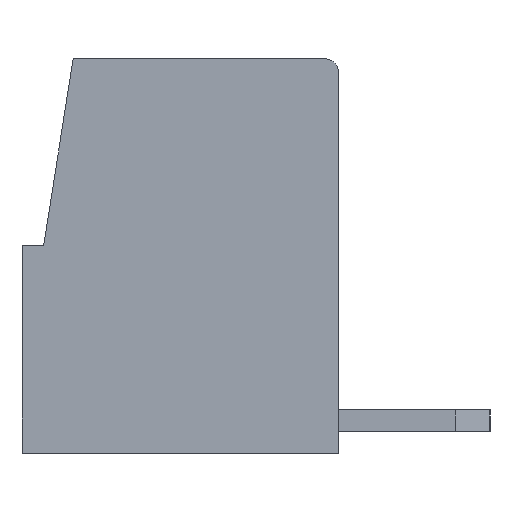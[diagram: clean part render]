
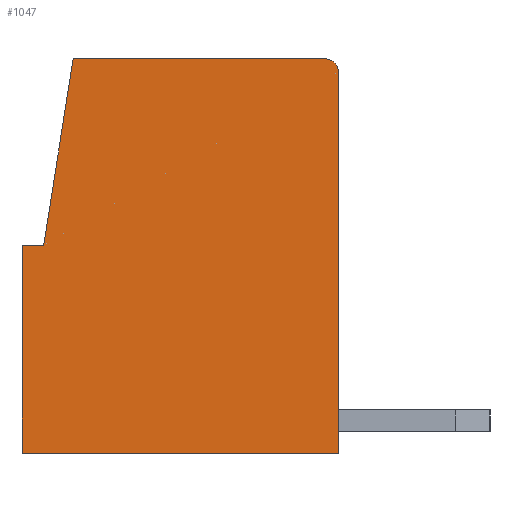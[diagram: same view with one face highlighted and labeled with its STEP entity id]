
A CAD part, left-side view. The second image highlights one B-rep face of the part: STEP entity #1047.
In plain terms, the highlighted planar face has unit normal (-1, 0, 0).
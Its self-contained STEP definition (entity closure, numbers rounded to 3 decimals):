
#1047 = ADVANCED_FACE( '', ( #2386 ), #2387, .F. );
#2386 = FACE_OUTER_BOUND( '', #4022, .T. );
#2387 = PLANE( '', #4023 );
#4022 = EDGE_LOOP( '', ( #7047, #7048, #7049, #7050, #7051, #7052, #7053 ) );
#4023 = AXIS2_PLACEMENT_3D( '', #7054, #7055, #7056 );
#7047 = ORIENTED_EDGE( '', *, *, #10439, .T. );
#7048 = ORIENTED_EDGE( '', *, *, #10785, .F. );
#7049 = ORIENTED_EDGE( '', *, *, #10786, .F. );
#7050 = ORIENTED_EDGE( '', *, *, #10787, .T. );
#7051 = ORIENTED_EDGE( '', *, *, #10352, .T. );
#7052 = ORIENTED_EDGE( '', *, *, #10479, .T. );
#7053 = ORIENTED_EDGE( '', *, *, #10788, .T. );
#7054 = CARTESIAN_POINT( '', ( -1.905, -11.88, 0. ) );
#7055 = DIRECTION( '', ( 1., 0., 0. ) );
#7056 = DIRECTION( '', ( 0., 1., 0. ) );
#10352 = EDGE_CURVE( '', #12721, #12722, #12723, .T. );
#10439 = EDGE_CURVE( '', #12860, #12858, #12861, .T. );
#10479 = EDGE_CURVE( '', #12722, #12920, #12921, .T. );
#10785 = EDGE_CURVE( '', #13362, #12858, #13363, .T. );
#10786 = EDGE_CURVE( '', #13364, #13362, #13365, .T. );
#10787 = EDGE_CURVE( '', #13364, #12721, #13366, .T. );
#10788 = EDGE_CURVE( '', #12920, #12860, #13367, .T. );
#12721 = VERTEX_POINT( '', #15987 );
#12722 = VERTEX_POINT( '', #15988 );
#12723 = LINE( '', #15989, #15990 );
#12858 = VERTEX_POINT( '', #16194 );
#12860 = VERTEX_POINT( '', #16197 );
#12861 = LINE( '', #16198, #16199 );
#12920 = VERTEX_POINT( '', #16287 );
#12921 = LINE( '', #16288, #16289 );
#13362 = VERTEX_POINT( '', #16951 );
#13363 = CIRCLE( '', #16952, 0.3 );
#13364 = VERTEX_POINT( '', #16953 );
#13365 = LINE( '', #16954, #16955 );
#13366 = LINE( '', #16956, #16957 );
#13367 = LINE( '', #16958, #16959 );
#15987 = CARTESIAN_POINT( '', ( -1.905, -0.5, 4.8 ) );
#15988 = CARTESIAN_POINT( '', ( -1.905, 0., 4.8 ) );
#15989 = CARTESIAN_POINT( '', ( -1.905, -3.5, 4.8 ) );
#15990 = VECTOR( '', #18786, 1000. );
#16194 = CARTESIAN_POINT( '', ( -1.905, -7.3, 8.8 ) );
#16197 = CARTESIAN_POINT( '', ( -1.905, -7.3, 0. ) );
#16198 = CARTESIAN_POINT( '', ( -1.905, -7.3, 0. ) );
#16199 = VECTOR( '', #18863, 1000. );
#16287 = CARTESIAN_POINT( '', ( -1.905, 0., 0. ) );
#16288 = CARTESIAN_POINT( '', ( -1.905, 0., 0. ) );
#16289 = VECTOR( '', #18893, 1000. );
#16951 = CARTESIAN_POINT( '', ( -1.905, -7., 9.1 ) );
#16952 = AXIS2_PLACEMENT_3D( '', #19151, #19152, #19153 );
#16953 = CARTESIAN_POINT( '', ( -1.905, -1.181, 9.1 ) );
#16954 = CARTESIAN_POINT( '', ( -1.905, -3.5, 9.1 ) );
#16955 = VECTOR( '', #19154, 1000. );
#16956 = CARTESIAN_POINT( '', ( -1.905, 0.26, 0. ) );
#16957 = VECTOR( '', #19155, 1000. );
#16958 = CARTESIAN_POINT( '', ( -1.905, -3.5, 0. ) );
#16959 = VECTOR( '', #19156, 1000. );
#18786 = DIRECTION( '', ( 0., 1., 0. ) );
#18863 = DIRECTION( '', ( 0., 0., 1. ) );
#18893 = DIRECTION( '', ( 0., 0., -1. ) );
#19151 = CARTESIAN_POINT( '', ( -1.905, -7., 8.8 ) );
#19152 = DIRECTION( '', ( 1., 0., 0. ) );
#19153 = DIRECTION( '', ( 0., -1., 0. ) );
#19154 = DIRECTION( '', ( 0., -1., 0. ) );
#19155 = DIRECTION( '', ( 0., 0.156, -0.988 ) );
#19156 = DIRECTION( '', ( 0., -1., 0. ) );
